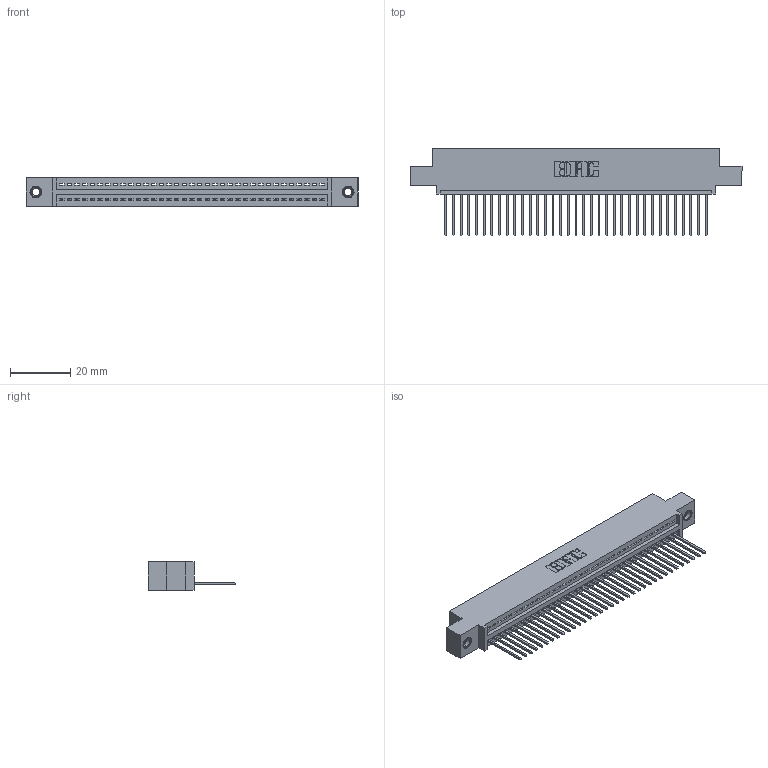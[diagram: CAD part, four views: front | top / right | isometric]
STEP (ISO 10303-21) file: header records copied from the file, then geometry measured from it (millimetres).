
FILE_DESCRIPTION (( 'STEP AP203' ), '1' );
FILE_NAME ('395-035-540-407.STEP', '2018-11-13T16:02:19', ( '' ), ( '' ), 'SwSTEP 2.0', 'SolidWorks 2016', '' );
FILE_SCHEMA (( 'CONFIG_CONTROL_DESIGN' ));
Length unit declared in the file: inch
Products named in the file (4): 345-250-001_345-250-005-103; 345 Part_0.110 Offset - 0.156 Dia-TI; 395-035-540-407; 345-292-001_345-293-140
Assembly tree (38 placements, depth 2):
  395-035-540-407
    345 Part_0.110 Offset - 0.156 Dia-TI
    345-292-001_345-293-140  x35
    345-250-001_345-250-005-103  x2
Bounding box: 110.11 x 29.13 x 9.4 mm (x, y, z)
Volume: 10361.4 mm3; surface area: 14129.8 mm2
Topology: 38 solids, 38 shells, 2220 faces, 6649 edges, 4378 vertices
Faces by surface type: plane 1516, cylinder 688, cone 12, torus 4
Entity records: 28620 total; most frequent: CARTESIAN_POINT 4940, ORIENTED_EDGE 4902, DIRECTION 4351, EDGE_CURVE 2451, VECTOR 2159, LINE 2159, VERTEX_POINT 1628, AXIS2_PLACEMENT_3D 1096
